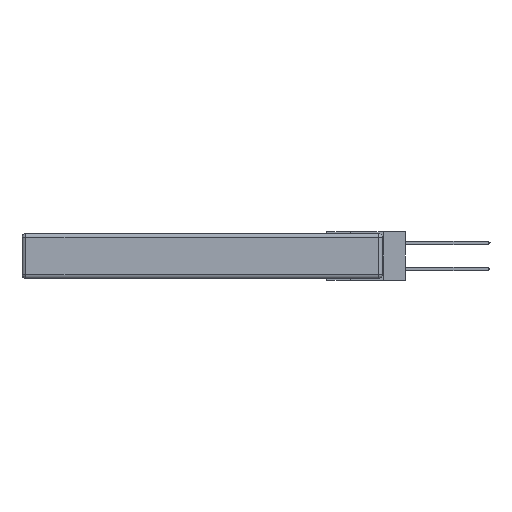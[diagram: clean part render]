
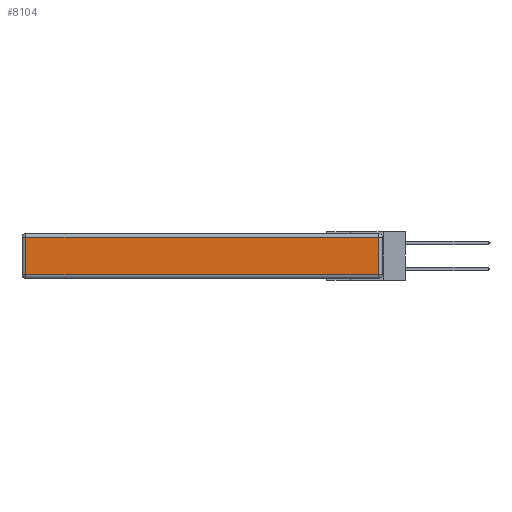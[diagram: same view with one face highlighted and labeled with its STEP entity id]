
A CAD part, left-side view. The second image highlights one B-rep face of the part: STEP entity #8104.
In plain terms, the highlighted planar face has unit normal (-1, 0, 0).
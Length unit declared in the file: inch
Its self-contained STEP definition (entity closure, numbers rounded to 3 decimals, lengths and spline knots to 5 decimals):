
#131 = VECTOR ( 'NONE', #11633, 39.37008 ) ;
#1171 = DIRECTION ( 'NONE',  ( -1., 0., 0. ) ) ;
#2253 = DIRECTION ( 'NONE',  ( 0., 1., 0. ) ) ;
#2293 = ORIENTED_EDGE ( 'NONE', *, *, #2560, .T. ) ;
#2318 = DIRECTION ( 'NONE',  ( 0., 0., 1. ) ) ;
#2452 = CARTESIAN_POINT ( 'NONE',  ( 0., 0.03, -0.343 ) ) ;
#2560 = EDGE_CURVE ( 'NONE', #9897, #3246, #6892, .T. ) ;
#2574 = CARTESIAN_POINT ( 'NONE',  ( 0., 2.72, -0.313 ) ) ;
#2833 = CARTESIAN_POINT ( 'NONE',  ( 0., 0.03, -0.313 ) ) ;
#3087 = EDGE_CURVE ( 'NONE', #4415, #9897, #7230, .T. ) ;
#3227 = CARTESIAN_POINT ( 'NONE',  ( 0., 0., -0.343 ) ) ;
#3246 = VERTEX_POINT ( 'NONE', #2833 ) ;
#3343 = VECTOR ( 'NONE', #2253, 39.37008 ) ;
#3425 = DIRECTION ( 'NONE',  ( 0., 0., -1. ) ) ;
#4324 = PLANE ( 'NONE',  #9315 ) ;
#4415 = VERTEX_POINT ( 'NONE', #6366 ) ;
#4621 = ORIENTED_EDGE ( 'NONE', *, *, #3087, .T. ) ;
#6366 = CARTESIAN_POINT ( 'NONE',  ( 0., 2.72, -0.03 ) ) ;
#6591 = FACE_OUTER_BOUND ( 'NONE', #10433, .T. ) ;
#6624 = ORIENTED_EDGE ( 'NONE', *, *, #12464, .T. ) ;
#6892 = LINE ( 'NONE', #11853, #9387 ) ;
#7230 = LINE ( 'NONE', #13653, #9905 ) ;
#8104 = ADVANCED_FACE ( 'NONE', ( #6591 ), #4324, .T. ) ;
#8516 = LINE ( 'NONE', #8941, #3343 ) ;
#8529 = LINE ( 'NONE', #2452, #131 ) ;
#8941 = CARTESIAN_POINT ( 'NONE',  ( 0., 2.75, -0.03 ) ) ;
#9213 = CARTESIAN_POINT ( 'NONE',  ( 0., 0.03, -0.03 ) ) ;
#9315 = AXIS2_PLACEMENT_3D ( 'NONE', #3227, #1171, #2318 ) ;
#9387 = VECTOR ( 'NONE', #11771, 39.37008 ) ;
#9563 = ORIENTED_EDGE ( 'NONE', *, *, #13055, .T. ) ;
#9897 = VERTEX_POINT ( 'NONE', #2574 ) ;
#9905 = VECTOR ( 'NONE', #3425, 39.37008 ) ;
#10433 = EDGE_LOOP ( 'NONE', ( #2293, #6624, #9563, #4621 ) ) ;
#11633 = DIRECTION ( 'NONE',  ( 0., 0., 1. ) ) ;
#11771 = DIRECTION ( 'NONE',  ( 0., -1., 0. ) ) ;
#11853 = CARTESIAN_POINT ( 'NONE',  ( 0., 0., -0.313 ) ) ;
#12464 = EDGE_CURVE ( 'NONE', #3246, #12543, #8529, .T. ) ;
#12543 = VERTEX_POINT ( 'NONE', #9213 ) ;
#13055 = EDGE_CURVE ( 'NONE', #12543, #4415, #8516, .T. ) ;
#13653 = CARTESIAN_POINT ( 'NONE',  ( 0., 2.72, -0.343 ) ) ;
